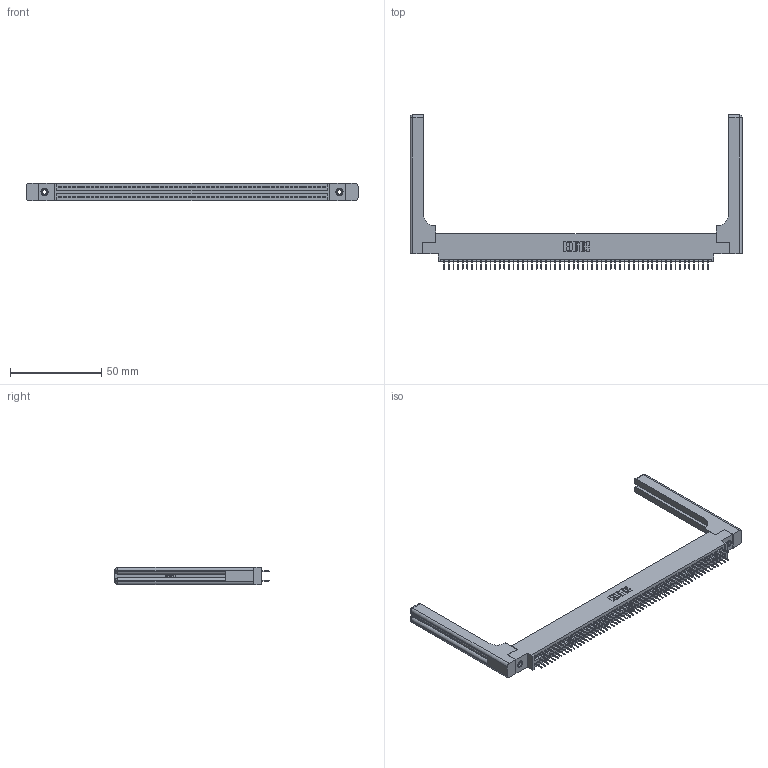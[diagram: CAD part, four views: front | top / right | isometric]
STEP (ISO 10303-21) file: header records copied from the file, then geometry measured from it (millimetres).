
FILE_DESCRIPTION (( 'STEP AP203' ), '1' );
FILE_NAME ('395-116-524-858.STEP', '2019-10-27T20:48:13', ( '' ), ( '' ), 'SwSTEP 2.0', 'SolidWorks 2016', '' );
FILE_SCHEMA (( 'CONFIG_CONTROL_DESIGN' ));
Length unit declared in the file: inch
Products named in the file (5): 395-116-524-858; 345 Part_0.170 Offset - 0.156 Dia-TH; 345-292-001_345-293-124; 345-250-001_345-250-001-102; 345-220-058_345-220-058
Assembly tree (121 placements, depth 2):
  395-116-524-858
    345 Part_0.170 Offset - 0.156 Dia-TH
    345-292-001_345-293-124  x116
    345-250-001_345-250-001-102  x2
    345-220-058_345-220-058  x2
Bounding box: 182.35 x 84.63 x 9.4 mm (x, y, z)
Volume: 26048 mm3; surface area: 31024.5 mm2
Topology: 121 solids, 121 shells, 6650 faces, 18767 edges, 12026 vertices
Faces by surface type: plane 4756, cylinder 1834, bspline 36, cone 12, sphere 8, torus 4
Entity records: 48742 total; most frequent: CARTESIAN_POINT 9149, ORIENTED_EDGE 7880, DIRECTION 6980, EDGE_CURVE 3940, LINE 3488, VECTOR 3488, VERTEX_POINT 2614, AXIS2_PLACEMENT_3D 1746
